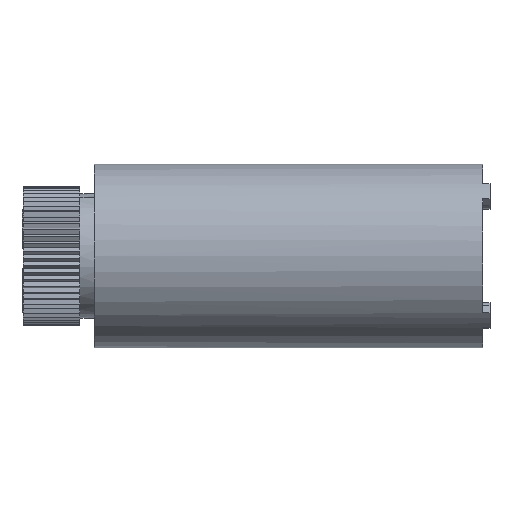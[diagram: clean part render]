
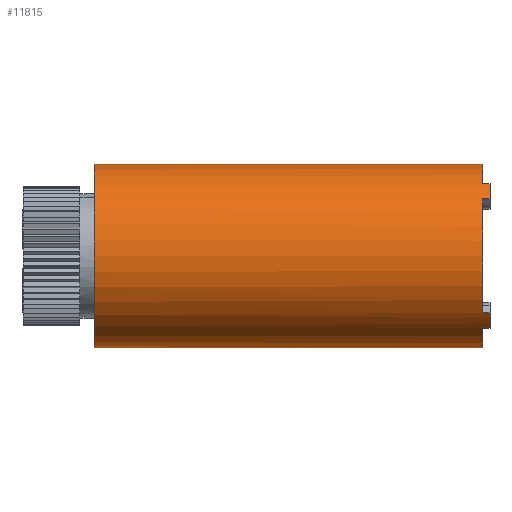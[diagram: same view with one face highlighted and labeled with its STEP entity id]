
A CAD part, top view. The second image highlights one B-rep face of the part: STEP entity #11815.
In plain terms, the highlighted cylindrical face has radius 6.5 mm (diameter 13 mm), a partial arc.
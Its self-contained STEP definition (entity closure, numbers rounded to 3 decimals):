
#821 = VERTEX_POINT('',#822);
#822 = CARTESIAN_POINT('',(6.05,-5.146,9.229)
  );
#839 = VERTEX_POINT('',#840);
#840 = CARTESIAN_POINT('',(6.55,-5.146,9.229)
  );
#846 = EDGE_CURVE('',#821,#839,#847,.T.);
#847 = LINE('',#848,#849);
#848 = CARTESIAN_POINT('',(6.05,-5.146,9.229)
  );
#849 = VECTOR('',#850,1.);
#850 = DIRECTION('',(1.,0.,0.));
#861 = EDGE_CURVE('',#821,#862,#864,.T.);
#862 = VERTEX_POINT('',#863);
#863 = CARTESIAN_POINT('',(6.05,-6.55,5.194));
#864 = CIRCLE('',#865,6.5);
#865 = AXIS2_PLACEMENT_3D('',#866,#867,#868);
#866 = CARTESIAN_POINT('',(6.05,-0.05,5.194));
#867 = DIRECTION('',(1.,0.,0.));
#868 = DIRECTION('',(0.,1.,0.));
#870 = EDGE_CURVE('',#862,#871,#873,.T.);
#871 = VERTEX_POINT('',#872);
#872 = CARTESIAN_POINT('',(6.05,-5.146,1.159)
  );
#873 = CIRCLE('',#874,6.5);
#874 = AXIS2_PLACEMENT_3D('',#875,#876,#877);
#875 = CARTESIAN_POINT('',(6.05,-0.05,5.194));
#876 = DIRECTION('',(1.,0.,0.));
#877 = DIRECTION('',(0.,1.,0.));
#906 = VERTEX_POINT('',#907);
#907 = CARTESIAN_POINT('',(6.05,-4.086,
    0.098));
#913 = EDGE_CURVE('',#914,#906,#916,.T.);
#914 = VERTEX_POINT('',#915);
#915 = CARTESIAN_POINT('',(6.05,-4.7,0.652));
#916 = CIRCLE('',#917,6.5);
#917 = AXIS2_PLACEMENT_3D('',#918,#919,#920);
#918 = CARTESIAN_POINT('',(6.05,-0.05,5.194));
#919 = DIRECTION('',(1.,0.,0.));
#920 = DIRECTION('',(0.,1.,0.));
#971 = VERTEX_POINT('',#972);
#972 = CARTESIAN_POINT('',(6.05,4.6,0.652));
#978 = EDGE_CURVE('',#979,#971,#981,.T.);
#979 = VERTEX_POINT('',#980);
#980 = CARTESIAN_POINT('',(6.05,3.985,
    0.098));
#981 = CIRCLE('',#982,6.5);
#982 = AXIS2_PLACEMENT_3D('',#983,#984,#985);
#983 = CARTESIAN_POINT('',(6.05,-0.05,5.194));
#984 = DIRECTION('',(1.,0.,0.));
#985 = DIRECTION('',(0.,1.,0.));
#1014 = VERTEX_POINT('',#1015);
#1015 = CARTESIAN_POINT('',(6.05,5.045,1.159)
  );
#1021 = EDGE_CURVE('',#1014,#1022,#1024,.T.);
#1022 = VERTEX_POINT('',#1023);
#1023 = CARTESIAN_POINT('',(6.05,6.45,5.194));
#1024 = CIRCLE('',#1025,6.5);
#1025 = AXIS2_PLACEMENT_3D('',#1026,#1027,#1028);
#1026 = CARTESIAN_POINT('',(6.05,-0.05,5.194));
#1027 = DIRECTION('',(1.,0.,0.));
#1028 = DIRECTION('',(0.,1.,0.));
#1030 = EDGE_CURVE('',#1022,#1031,#1033,.T.);
#1031 = VERTEX_POINT('',#1032);
#1032 = CARTESIAN_POINT('',(6.05,5.045,9.229)
  );
#1033 = CIRCLE('',#1034,6.5);
#1034 = AXIS2_PLACEMENT_3D('',#1035,#1036,#1037);
#1035 = CARTESIAN_POINT('',(6.05,-0.05,5.194));
#1036 = DIRECTION('',(1.,0.,0.));
#1037 = DIRECTION('',(0.,1.,0.));
#1066 = VERTEX_POINT('',#1067);
#1067 = CARTESIAN_POINT('',(6.05,3.985,10.29
    ));
#1073 = EDGE_CURVE('',#1066,#1074,#1076,.T.);
#1074 = VERTEX_POINT('',#1075);
#1075 = CARTESIAN_POINT('',(6.05,-4.086,
    10.29));
#1076 = CIRCLE('',#1077,6.5);
#1077 = AXIS2_PLACEMENT_3D('',#1078,#1079,#1080);
#1078 = CARTESIAN_POINT('',(6.05,-0.05,5.194));
#1079 = DIRECTION('',(1.,0.,0.));
#1080 = DIRECTION('',(0.,1.,0.));
#1185 = EDGE_CURVE('',#979,#1186,#1188,.T.);
#1186 = VERTEX_POINT('',#1187);
#1187 = CARTESIAN_POINT('',(6.55,3.985,
    0.098));
#1188 = LINE('',#1189,#1190);
#1189 = CARTESIAN_POINT('',(6.05,3.985,
    0.098));
#1190 = VECTOR('',#1191,1.);
#1191 = DIRECTION('',(1.,0.,0.));
#1234 = EDGE_CURVE('',#1186,#1235,#1237,.T.);
#1235 = VERTEX_POINT('',#1236);
#1236 = CARTESIAN_POINT('',(6.55,5.045,1.159)
  );
#1237 = CIRCLE('',#1238,6.5);
#1238 = AXIS2_PLACEMENT_3D('',#1239,#1240,#1241);
#1239 = CARTESIAN_POINT('',(6.55,-0.05,5.194));
#1240 = DIRECTION('',(1.,0.,0.));
#1241 = DIRECTION('',(0.,1.,0.));
#1265 = EDGE_CURVE('',#1014,#1235,#1266,.T.);
#1266 = LINE('',#1267,#1268);
#1267 = CARTESIAN_POINT('',(6.05,5.045,1.159)
  );
#1268 = VECTOR('',#1269,1.);
#1269 = DIRECTION('',(1.,0.,0.));
#1280 = EDGE_CURVE('',#1031,#1281,#1283,.T.);
#1281 = VERTEX_POINT('',#1282);
#1282 = CARTESIAN_POINT('',(6.55,5.045,9.229)
  );
#1283 = LINE('',#1284,#1285);
#1284 = CARTESIAN_POINT('',(6.05,5.045,9.229)
  );
#1285 = VECTOR('',#1286,1.);
#1286 = DIRECTION('',(1.,0.,0.));
#1311 = EDGE_CURVE('',#1074,#1312,#1314,.T.);
#1312 = VERTEX_POINT('',#1313);
#1313 = CARTESIAN_POINT('',(6.55,-4.086,
    10.29));
#1314 = LINE('',#1315,#1316);
#1315 = CARTESIAN_POINT('',(6.05,-4.086,
    10.29));
#1316 = VECTOR('',#1317,1.);
#1317 = DIRECTION('',(1.,0.,0.));
#1482 = EDGE_CURVE('',#1281,#1483,#1485,.T.);
#1483 = VERTEX_POINT('',#1484);
#1484 = CARTESIAN_POINT('',(6.55,3.985,10.29
    ));
#1485 = CIRCLE('',#1486,6.5);
#1486 = AXIS2_PLACEMENT_3D('',#1487,#1488,#1489);
#1487 = CARTESIAN_POINT('',(6.55,-0.05,5.194));
#1488 = DIRECTION('',(1.,0.,0.));
#1489 = DIRECTION('',(0.,1.,0.));
#1532 = EDGE_CURVE('',#1066,#1483,#1533,.T.);
#1533 = LINE('',#1534,#1535);
#1534 = CARTESIAN_POINT('',(6.05,3.985,10.29
    ));
#1535 = VECTOR('',#1536,1.);
#1536 = DIRECTION('',(1.,0.,0.));
#1556 = VERTEX_POINT('',#1557);
#1557 = CARTESIAN_POINT('',(6.55,-4.086,
    0.098));
#1563 = EDGE_CURVE('',#906,#1556,#1564,.T.);
#1564 = LINE('',#1565,#1566);
#1565 = CARTESIAN_POINT('',(6.05,-4.086,
    0.098));
#1566 = VECTOR('',#1567,1.);
#1567 = DIRECTION('',(1.,0.,0.));
#1721 = EDGE_CURVE('',#1312,#839,#1722,.T.);
#1722 = CIRCLE('',#1723,6.5);
#1723 = AXIS2_PLACEMENT_3D('',#1724,#1725,#1726);
#1724 = CARTESIAN_POINT('',(6.55,-0.05,5.194));
#1725 = DIRECTION('',(1.,0.,0.));
#1726 = DIRECTION('',(0.,1.,0.));
#1738 = EDGE_CURVE('',#871,#1739,#1741,.T.);
#1739 = VERTEX_POINT('',#1740);
#1740 = CARTESIAN_POINT('',(6.55,-5.146,1.159
    ));
#1741 = LINE('',#1742,#1743);
#1742 = CARTESIAN_POINT('',(6.05,-5.146,1.159
    ));
#1743 = VECTOR('',#1744,1.);
#1744 = DIRECTION('',(1.,0.,0.));
#10505 = VERTEX_POINT('',#10506);
#10506 = CARTESIAN_POINT('',(-21.45,4.6,0.652));
#10514 = VERTEX_POINT('',#10515);
#10515 = CARTESIAN_POINT('',(-21.45,-4.7,0.652));
#10521 = EDGE_CURVE('',#10522,#10514,#10524,.T.);
#10522 = VERTEX_POINT('',#10523);
#10523 = CARTESIAN_POINT('',(-21.45,-6.55,5.194));
#10524 = CIRCLE('',#10525,6.5);
#10525 = AXIS2_PLACEMENT_3D('',#10526,#10527,#10528);
#10526 = CARTESIAN_POINT('',(-21.45,-0.05,5.194));
#10527 = DIRECTION('',(1.,0.,0.));
#10528 = DIRECTION('',(0.,1.,0.));
#10530 = EDGE_CURVE('',#10531,#10522,#10533,.T.);
#10531 = VERTEX_POINT('',#10532);
#10532 = CARTESIAN_POINT('',(-21.45,6.45,5.194));
#10533 = CIRCLE('',#10534,6.5);
#10534 = AXIS2_PLACEMENT_3D('',#10535,#10536,#10537);
#10535 = CARTESIAN_POINT('',(-21.45,-0.05,5.194));
#10536 = DIRECTION('',(1.,0.,0.));
#10537 = DIRECTION('',(0.,1.,0.));
#10539 = EDGE_CURVE('',#10505,#10531,#10540,.T.);
#10540 = CIRCLE('',#10541,6.5);
#10541 = AXIS2_PLACEMENT_3D('',#10542,#10543,#10544);
#10542 = CARTESIAN_POINT('',(-21.45,-0.05,5.194));
#10543 = DIRECTION('',(1.,0.,0.));
#10544 = DIRECTION('',(0.,1.,0.));
#11740 = EDGE_CURVE('',#1739,#1556,#11741,.T.);
#11741 = CIRCLE('',#11742,6.5);
#11742 = AXIS2_PLACEMENT_3D('',#11743,#11744,#11745);
#11743 = CARTESIAN_POINT('',(6.55,-0.05,5.194));
#11744 = DIRECTION('',(1.,0.,0.));
#11745 = DIRECTION('',(0.,1.,0.));
#11757 = EDGE_CURVE('',#10505,#971,#11758,.T.);
#11758 = LINE('',#11759,#11760);
#11759 = CARTESIAN_POINT('',(-21.45,4.6,0.652));
#11760 = VECTOR('',#11761,1.);
#11761 = DIRECTION('',(1.,0.,0.));
#11791 = EDGE_CURVE('',#10514,#914,#11792,.T.);
#11792 = LINE('',#11793,#11794);
#11793 = CARTESIAN_POINT('',(-21.45,-4.7,0.652));
#11794 = VECTOR('',#11795,1.);
#11795 = DIRECTION('',(1.,0.,0.));
#11815 = ADVANCED_FACE('',(#11816),#11842,.T.);
#11816 = FACE_BOUND('',#11817,.T.);
#11817 = EDGE_LOOP('',(#11818,#11819,#11820,#11821,#11822,#11823,#11824,
    #11825,#11826,#11827,#11828,#11829,#11830,#11831,#11832,#11833,
    #11834,#11835,#11836,#11837,#11838,#11839,#11840,#11841));
#11818 = ORIENTED_EDGE('',*,*,#10539,.T.);
#11819 = ORIENTED_EDGE('',*,*,#10530,.T.);
#11820 = ORIENTED_EDGE('',*,*,#10521,.T.);
#11821 = ORIENTED_EDGE('',*,*,#11791,.T.);
#11822 = ORIENTED_EDGE('',*,*,#913,.T.);
#11823 = ORIENTED_EDGE('',*,*,#1563,.T.);
#11824 = ORIENTED_EDGE('',*,*,#11740,.F.);
#11825 = ORIENTED_EDGE('',*,*,#1738,.F.);
#11826 = ORIENTED_EDGE('',*,*,#870,.F.);
#11827 = ORIENTED_EDGE('',*,*,#861,.F.);
#11828 = ORIENTED_EDGE('',*,*,#846,.T.);
#11829 = ORIENTED_EDGE('',*,*,#1721,.F.);
#11830 = ORIENTED_EDGE('',*,*,#1311,.F.);
#11831 = ORIENTED_EDGE('',*,*,#1073,.F.);
#11832 = ORIENTED_EDGE('',*,*,#1532,.T.);
#11833 = ORIENTED_EDGE('',*,*,#1482,.F.);
#11834 = ORIENTED_EDGE('',*,*,#1280,.F.);
#11835 = ORIENTED_EDGE('',*,*,#1030,.F.);
#11836 = ORIENTED_EDGE('',*,*,#1021,.F.);
#11837 = ORIENTED_EDGE('',*,*,#1265,.T.);
#11838 = ORIENTED_EDGE('',*,*,#1234,.F.);
#11839 = ORIENTED_EDGE('',*,*,#1185,.F.);
#11840 = ORIENTED_EDGE('',*,*,#978,.T.);
#11841 = ORIENTED_EDGE('',*,*,#11757,.F.);
#11842 = CYLINDRICAL_SURFACE('',#11843,6.5);
#11843 = AXIS2_PLACEMENT_3D('',#11844,#11845,#11846);
#11844 = CARTESIAN_POINT('',(6.15,-0.05,5.194));
#11845 = DIRECTION('',(-1.,0.,0.));
#11846 = DIRECTION('',(0.,1.,0.));
